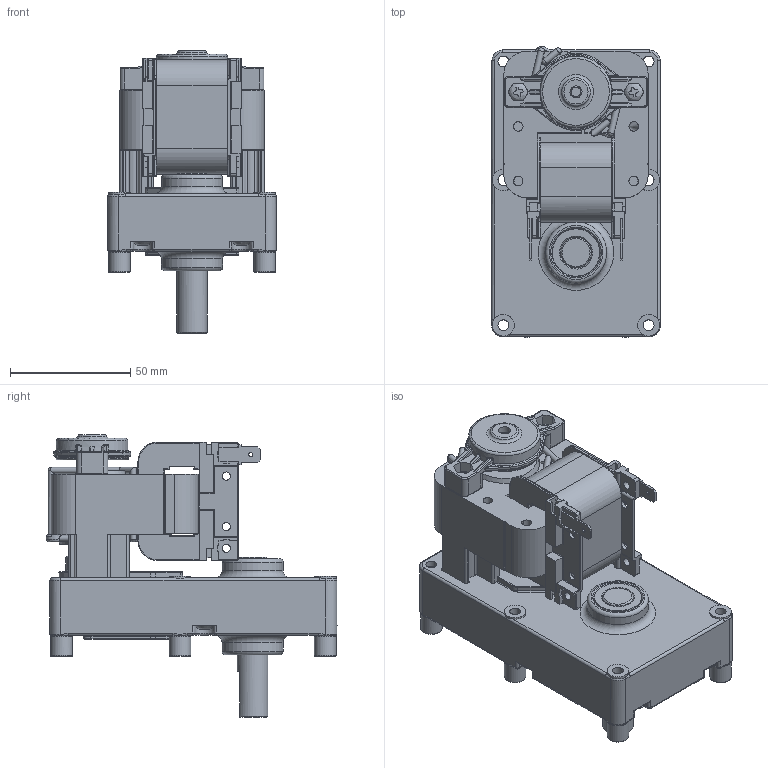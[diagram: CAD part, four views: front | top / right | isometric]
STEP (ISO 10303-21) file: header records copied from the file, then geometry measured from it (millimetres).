
FILE_DESCRIPTION((''),'2;1');
FILE_NAME('SG SERIES.stp','2014-05-22T11:18:06',('jh-hong'),(''),'Autodesk Inventor 2011','Autodesk Inventor 2011','');
FILE_SCHEMA(('AUTOMOTIVE_DESIGN { 1 0 10303 214 1 1 1 1 }'));
Length unit declared in the file: millimetre
Products named in the file (1): 부품2
Bounding box: 70.57 x 120.91 x 117.4 mm (x, y, z)
Volume: 266487.2 mm3; surface area: 99102.8 mm2
Topology: 1 solids, 9 shells, 1399 faces, 3664 edges, 2240 vertices
Faces by surface type: plane 627, cylinder 503, torus 127, bspline 86, cone 32, sphere 24
Full cylindrical faces by diameter (mm): 1.65 x2, 2.6 x14, 3.4 x8, 4 x14, 4.3 x6, 4.45 x1, 4.5 x14, 5 x2, 6 x1, 6.95 x4, 7 x4, 8 x2, 9 x11, 12 x1, 12.7 x3, 17.5 x1, 20 x1, 22 x1, 25.4 x2, 28.9 x1, 30 x1
Entity records: 45795 total; most frequent: CARTESIAN_POINT 12713, DIRECTION 6859, ORIENTED_EDGE 6814, EDGE_CURVE 3407, AXIS2_PLACEMENT_3D 2552, VERTEX_POINT 2173, VECTOR 1755, LINE 1755
